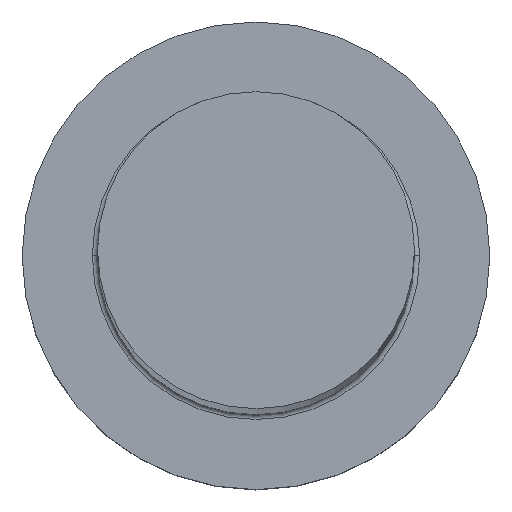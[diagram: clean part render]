
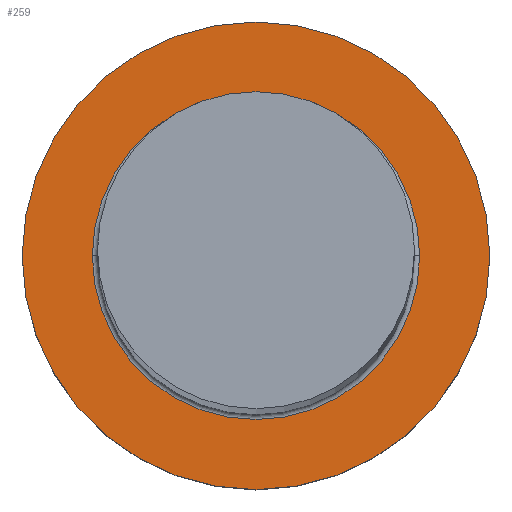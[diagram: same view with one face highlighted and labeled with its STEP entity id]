
A CAD part, top view. The second image highlights one B-rep face of the part: STEP entity #259.
In plain terms, the highlighted planar face has unit normal (0, 0, 1).
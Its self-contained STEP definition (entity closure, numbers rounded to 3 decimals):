
#6 = AXIS2_PLACEMENT_3D ( 'NONE', #23, #20, #102 ) ;
#14 = EDGE_LOOP ( 'NONE', ( #205, #187 ) ) ;
#15 = CARTESIAN_POINT ( 'NONE',  ( -9., 0., 7. ) ) ;
#17 = VERTEX_POINT ( 'NONE', #15 ) ;
#19 = EDGE_LOOP ( 'NONE', ( #250, #44 ) ) ;
#20 = DIRECTION ( 'NONE',  ( 0., 0., 1. ) ) ;
#23 = CARTESIAN_POINT ( 'NONE',  ( 0., 0., 7. ) ) ;
#27 = CARTESIAN_POINT ( 'NONE',  ( 0., 0., 7. ) ) ;
#44 = ORIENTED_EDGE ( 'NONE', *, *, #237, .T. ) ;
#45 = FACE_BOUND ( 'NONE', #14, .T. ) ;
#46 = VERTEX_POINT ( 'NONE', #160 ) ;
#49 = PLANE ( 'NONE',  #109 ) ;
#66 = AXIS2_PLACEMENT_3D ( 'NONE', #233, #73, #124 ) ;
#73 = DIRECTION ( 'NONE',  ( 0., 0., 1. ) ) ;
#78 = EDGE_CURVE ( 'NONE', #84, #46, #92, .T. ) ;
#84 = VERTEX_POINT ( 'NONE', #113 ) ;
#89 = DIRECTION ( 'NONE',  ( 1., 0., 0. ) ) ;
#92 = CIRCLE ( 'NONE', #183, 6.3 ) ;
#93 = VERTEX_POINT ( 'NONE', #245 ) ;
#102 = DIRECTION ( 'NONE',  ( 1., 0., 0. ) ) ;
#106 = CIRCLE ( 'NONE', #146, 6.3 ) ;
#109 = AXIS2_PLACEMENT_3D ( 'NONE', #121, #142, #211 ) ;
#113 = CARTESIAN_POINT ( 'NONE',  ( -6.3, 0., 7. ) ) ;
#117 = CARTESIAN_POINT ( 'NONE',  ( 0., 0., 7. ) ) ;
#121 = CARTESIAN_POINT ( 'NONE',  ( 0., 0., 7. ) ) ;
#123 = FACE_OUTER_BOUND ( 'NONE', #19, .T. ) ;
#124 = DIRECTION ( 'NONE',  ( 1., 0., 0. ) ) ;
#139 = DIRECTION ( 'NONE',  ( 0., 0., -1. ) ) ;
#142 = DIRECTION ( 'NONE',  ( 0., 0., 1. ) ) ;
#146 = AXIS2_PLACEMENT_3D ( 'NONE', #27, #209, #282 ) ;
#160 = CARTESIAN_POINT ( 'NONE',  ( 6.3, 0., 7. ) ) ;
#176 = EDGE_CURVE ( 'NONE', #17, #93, #212, .T. ) ;
#183 = AXIS2_PLACEMENT_3D ( 'NONE', #117, #139, #89 ) ;
#187 = ORIENTED_EDGE ( 'NONE', *, *, #78, .T. ) ;
#196 = CIRCLE ( 'NONE', #6, 9. ) ;
#205 = ORIENTED_EDGE ( 'NONE', *, *, #263, .T. ) ;
#209 = DIRECTION ( 'NONE',  ( 0., 0., -1. ) ) ;
#211 = DIRECTION ( 'NONE',  ( 1., 0., 0. ) ) ;
#212 = CIRCLE ( 'NONE', #66, 9. ) ;
#233 = CARTESIAN_POINT ( 'NONE',  ( 0., 0., 7. ) ) ;
#237 = EDGE_CURVE ( 'NONE', #93, #17, #196, .T. ) ;
#245 = CARTESIAN_POINT ( 'NONE',  ( 9., 0., 7. ) ) ;
#250 = ORIENTED_EDGE ( 'NONE', *, *, #176, .T. ) ;
#259 = ADVANCED_FACE ( 'NONE', ( #45, #123 ), #49, .T. ) ;
#263 = EDGE_CURVE ( 'NONE', #46, #84, #106, .T. ) ;
#282 = DIRECTION ( 'NONE',  ( 1., 0., 0. ) ) ;
